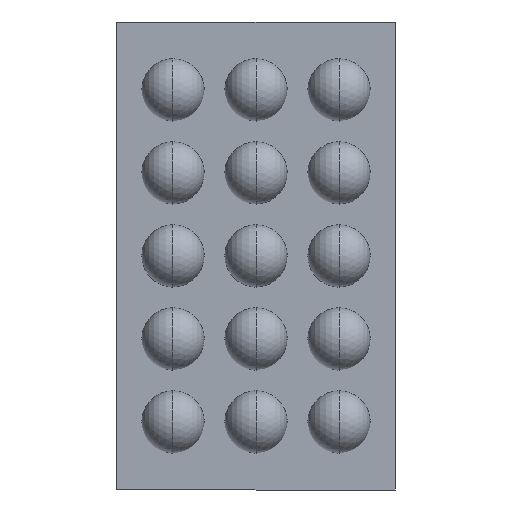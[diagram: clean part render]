
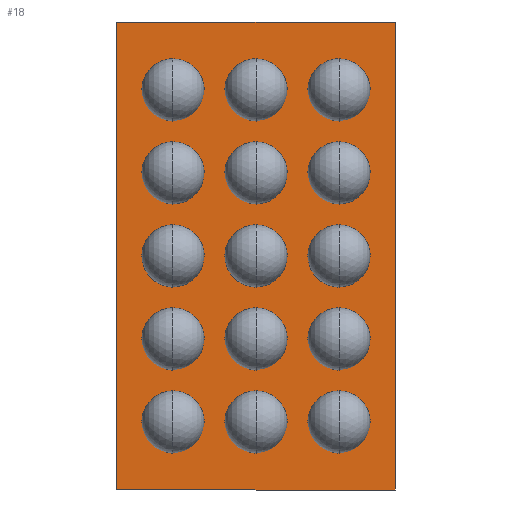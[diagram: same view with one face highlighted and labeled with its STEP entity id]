
A CAD part, front view. The second image highlights one B-rep face of the part: STEP entity #18.
In plain terms, the highlighted planar face has unit normal (0, -1, 0).
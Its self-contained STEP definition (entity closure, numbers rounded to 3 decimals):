
#18 = ADVANCED_FACE ( 'NONE', ( #940 ), #354, .F. ) ;
#27 = CARTESIAN_POINT ( 'NONE',  ( 0.672, 0., 1.127 ) ) ;
#63 = VECTOR ( 'NONE', #403, 1000. ) ;
#81 = EDGE_CURVE ( 'NONE', #529, #142, #351, .T. ) ;
#127 = DIRECTION ( 'NONE',  ( 0., 1., 0. ) ) ;
#142 = VERTEX_POINT ( 'NONE', #920 ) ;
#143 = ORIENTED_EDGE ( 'NONE', *, *, #240, .F. ) ;
#163 = VECTOR ( 'NONE', #524, 1000. ) ;
#166 = CARTESIAN_POINT ( 'NONE',  ( 0.672, 0., 1.127 ) ) ;
#189 = LINE ( 'NONE', #874, #63 ) ;
#240 = EDGE_CURVE ( 'NONE', #376, #647, #189, .T. ) ;
#264 = EDGE_LOOP ( 'NONE', ( #338, #505, #625, #143 ) ) ;
#273 = VECTOR ( 'NONE', #951, 1000. ) ;
#327 = EDGE_CURVE ( 'NONE', #142, #376, #872, .T. ) ;
#338 = ORIENTED_EDGE ( 'NONE', *, *, #327, .F. ) ;
#343 = EDGE_CURVE ( 'NONE', #647, #529, #997, .T. ) ;
#351 = LINE ( 'NONE', #985, #163 ) ;
#354 = PLANE ( 'NONE',  #983 ) ;
#376 = VERTEX_POINT ( 'NONE', #866 ) ;
#403 = DIRECTION ( 'NONE',  ( 1., 0., 0. ) ) ;
#449 = CARTESIAN_POINT ( 'NONE',  ( 0., 0., 0. ) ) ;
#500 = DIRECTION ( 'NONE',  ( 0., 0., 1. ) ) ;
#505 = ORIENTED_EDGE ( 'NONE', *, *, #81, .F. ) ;
#524 = DIRECTION ( 'NONE',  ( -1., 0., 0. ) ) ;
#529 = VERTEX_POINT ( 'NONE', #750 ) ;
#625 = ORIENTED_EDGE ( 'NONE', *, *, #343, .F. ) ;
#630 = DIRECTION ( 'NONE',  ( 0., 0., 1. ) ) ;
#647 = VERTEX_POINT ( 'NONE', #166 ) ;
#714 = CARTESIAN_POINT ( 'NONE',  ( -0.672, 0., 1.128 ) ) ;
#715 = VECTOR ( 'NONE', #630, 1000. ) ;
#750 = CARTESIAN_POINT ( 'NONE',  ( 0.672, 0., -1.127 ) ) ;
#866 = CARTESIAN_POINT ( 'NONE',  ( -0.672, 0., 1.128 ) ) ;
#872 = LINE ( 'NONE', #714, #715 ) ;
#874 = CARTESIAN_POINT ( 'NONE',  ( 0.672, 0., 1.127 ) ) ;
#920 = CARTESIAN_POINT ( 'NONE',  ( -0.672, 0., -1.127 ) ) ;
#940 = FACE_OUTER_BOUND ( 'NONE', #264, .T. ) ;
#951 = DIRECTION ( 'NONE',  ( 0., 0., -1. ) ) ;
#983 = AXIS2_PLACEMENT_3D ( 'NONE', #449, #127, #500 ) ;
#985 = CARTESIAN_POINT ( 'NONE',  ( 0.672, 0., -1.127 ) ) ;
#997 = LINE ( 'NONE', #27, #273 ) ;
